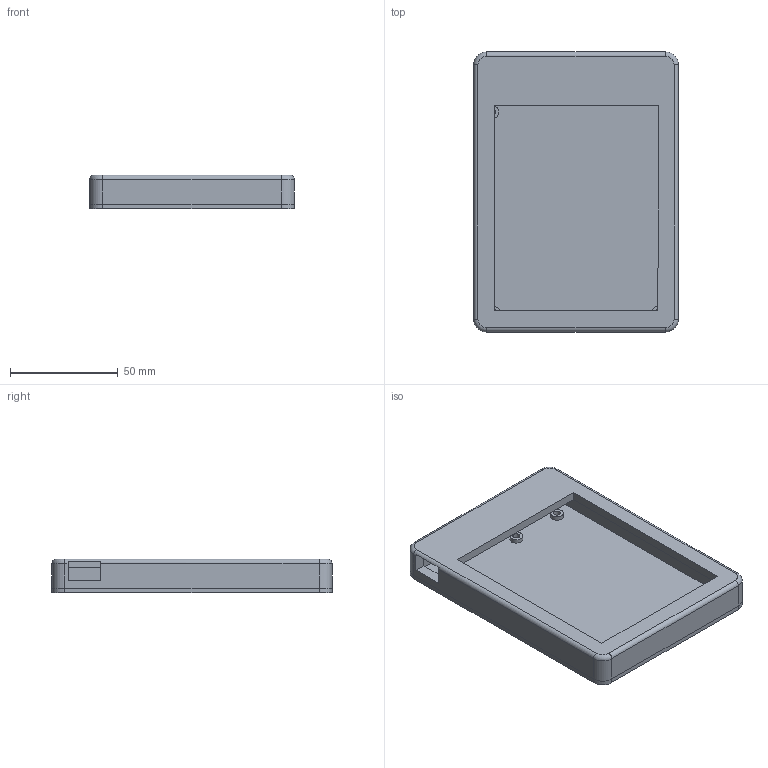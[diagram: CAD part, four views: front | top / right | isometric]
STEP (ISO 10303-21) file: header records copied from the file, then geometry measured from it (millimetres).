
FILE_DESCRIPTION(/* description */ (''),/* implementation_level */ '2;1');
FILE_NAME(/* name */ 'case_3dprint v4.step',/* time_stamp */ '2025-08-06T03:42:30+09:00',/* author */ (''),/* organization */ (''),/* preprocessor_version */ 'ST-DEVELOPER v20.1',/* originating_system */ 'Autodesk Translation Framework v14.10.0.0',/* authorisation */ '');
FILE_SCHEMA (('AUTOMOTIVE_DESIGN { 1 0 10303 214 3 1 1 }'));
Length unit declared in the file: millimetre
Products named in the file (3): top; top_1; bottom
Assembly tree (2 placements, depth 2):
  top
    top_1
    bottom
Bounding box: 95 x 130 x 15.6 mm (x, y, z)
Volume: 63999.7 mm3; surface area: 47174.1 mm2
Topology: 2 solids, 2 shells, 74 faces, 163 edges, 106 vertices
Faces by surface type: plane 40, cylinder 30, torus 4
Full cylindrical faces by diameter (mm): 3.2 x13, 6 x5
Entity records: 2182 total; most frequent: DIRECTION 389, CARTESIAN_POINT 349, ORIENTED_EDGE 326, EDGE_CURVE 163, AXIS2_PLACEMENT_3D 146, VERTEX_POINT 106, EDGE_LOOP 99, LINE 97
